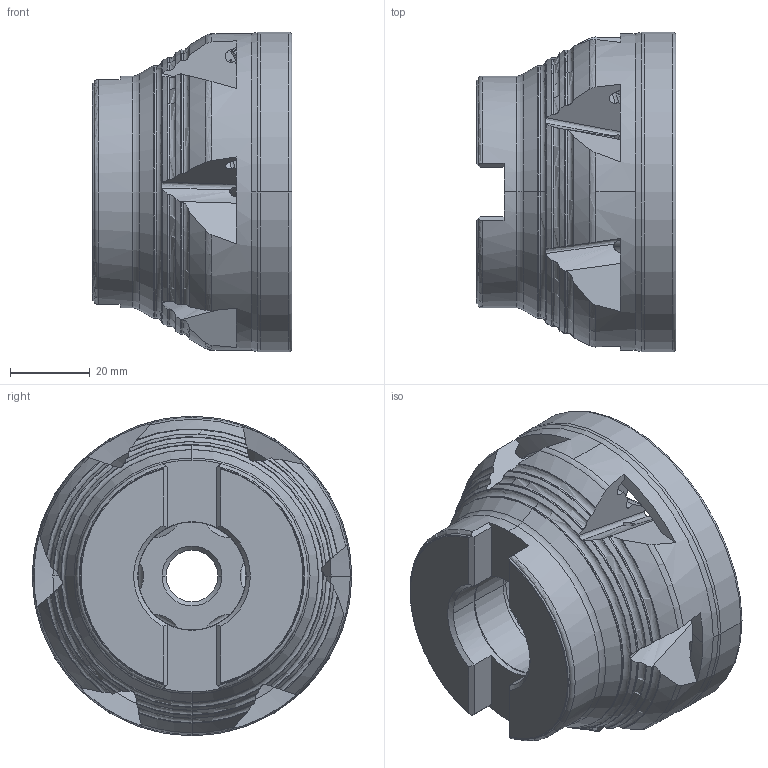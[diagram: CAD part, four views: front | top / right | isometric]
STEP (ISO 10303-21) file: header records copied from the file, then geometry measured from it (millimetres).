
FILE_DESCRIPTION (( 'STEP AP214' ), '1' );
FILE_NAME ('90PP-080-853-6.STEP', '2011-12-07T15:27:03', ( '' ), ( '' ), 'SwSTEP 2.0', 'SolidWorks 2011', '' );
FILE_SCHEMA (( 'AUTOMOTIVE_DESIGN' ));
Length unit declared in the file: millimetre
Products named in the file (1): 90PP-080-853-6
Bounding box: 50 x 80 x 80 mm (x, y, z)
Volume: 148784.4 mm3; surface area: 29655 mm2
Topology: 1 solids, 1 shells, 395 faces, 1153 edges, 732 vertices
Faces by surface type: cylinder 117, torus 110, plane 98, cone 58, bspline 12
Entity records: 14348 total; most frequent: CARTESIAN_POINT 4633, ORIENTED_EDGE 2306, DIRECTION 1767, EDGE_CURVE 1153, VERTEX_POINT 732, AXIS2_PLACEMENT_3D 722, EDGE_LOOP 405, B_SPLINE_CURVE_WITH_KNOTS 403
